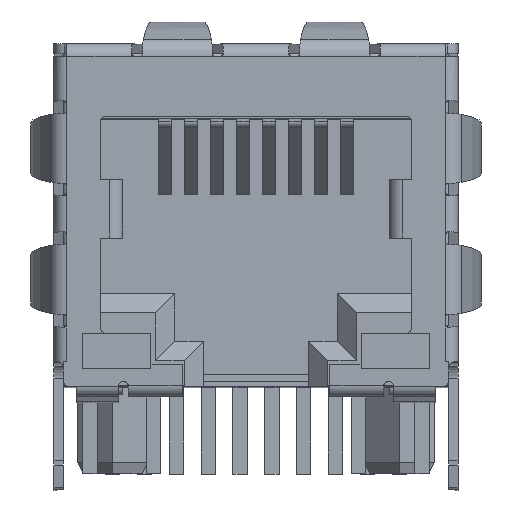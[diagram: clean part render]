
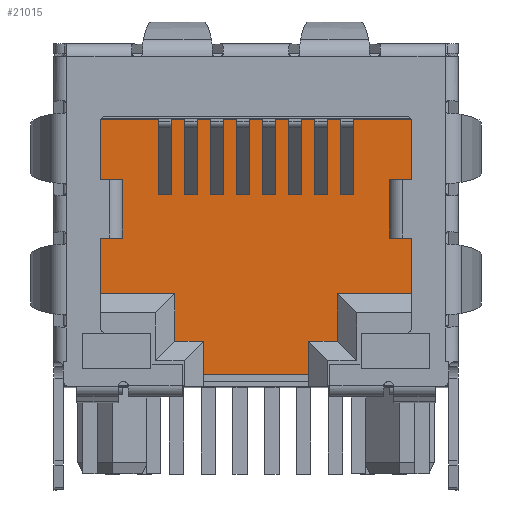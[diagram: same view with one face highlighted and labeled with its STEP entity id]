
A CAD part, top view. The second image highlights one B-rep face of the part: STEP entity #21015.
In plain terms, the highlighted planar face has unit normal (0, 0, 1).
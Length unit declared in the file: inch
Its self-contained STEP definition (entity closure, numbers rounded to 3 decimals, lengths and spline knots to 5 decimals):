
#242 = VECTOR ( 'NONE', #17190, 39.37008 ) ;
#253 = VERTEX_POINT ( 'NONE', #9109 ) ;
#730 = ORIENTED_EDGE ( 'NONE', *, *, #13884, .T. ) ;
#744 = ORIENTED_EDGE ( 'NONE', *, *, #13033, .T. ) ;
#809 = LINE ( 'NONE', #9222, #17513 ) ;
#1343 = LINE ( 'NONE', #20223, #242 ) ;
#1437 = LINE ( 'NONE', #20093, #4445 ) ;
#1792 = DIRECTION ( 'NONE',  ( 1., 0., 0. ) ) ;
#1817 = VERTEX_POINT ( 'NONE', #4501 ) ;
#1891 = CARTESIAN_POINT ( 'NONE',  ( 0.128, 0.0825, -0.09 ) ) ;
#2002 = DIRECTION ( 'NONE',  ( -1., 0., 0. ) ) ;
#2176 = DIRECTION ( 'NONE',  ( 0., 1., 0. ) ) ;
#2309 = CARTESIAN_POINT ( 'NONE',  ( -0.128, 0.0825, -0.09 ) ) ;
#2417 = CARTESIAN_POINT ( 'NONE',  ( -0.128, 0.1575, -0.09 ) ) ;
#2429 = DIRECTION ( 'NONE',  ( -1., 0., 0. ) ) ;
#2750 = CARTESIAN_POINT ( 'NONE',  ( -0.128, 0.1575, -0.09 ) ) ;
#3053 = AXIS2_PLACEMENT_3D ( 'NONE', #12124, #3590, #10429 ) ;
#3220 = ORIENTED_EDGE ( 'NONE', *, *, #7836, .T. ) ;
#3590 = DIRECTION ( 'NONE',  ( 0., 0., -1. ) ) ;
#4345 = EDGE_CURVE ( 'NONE', #7565, #18827, #13208, .T. ) ;
#4437 = VECTOR ( 'NONE', #13085, 39.37008 ) ;
#4445 = VECTOR ( 'NONE', #9826, 39.37008 ) ;
#4494 = VERTEX_POINT ( 'NONE', #8888 ) ;
#4501 = CARTESIAN_POINT ( 'NONE',  ( 0.245, 0.4325, -0.09 ) ) ;
#4607 = VECTOR ( 'NONE', #2002, 39.37008 ) ;
#5150 = CARTESIAN_POINT ( 'NONE',  ( 0.0825, 0.0305, -0.09 ) ) ;
#5273 = PLANE ( 'NONE',  #3053 ) ;
#5350 = VERTEX_POINT ( 'NONE', #17581 ) ;
#5541 = CARTESIAN_POINT ( 'NONE',  ( 0.245, 0.4325, -0.09 ) ) ;
#6078 = VECTOR ( 'NONE', #14172, 39.37008 ) ;
#6289 = VERTEX_POINT ( 'NONE', #10050 ) ;
#6610 = DIRECTION ( 'NONE',  ( 0., 1., 0. ) ) ;
#6703 = EDGE_CURVE ( 'NONE', #19391, #16755, #6870, .T. ) ;
#6870 = LINE ( 'NONE', #12363, #15736 ) ;
#7073 = ORIENTED_EDGE ( 'NONE', *, *, #17335, .T. ) ;
#7565 = VERTEX_POINT ( 'NONE', #2309 ) ;
#7635 = DIRECTION ( 'NONE',  ( 1., 0., 0. ) ) ;
#7669 = EDGE_CURVE ( 'NONE', #20362, #11872, #14678, .T. ) ;
#7728 = ORIENTED_EDGE ( 'NONE', *, *, #13019, .F. ) ;
#7836 = EDGE_CURVE ( 'NONE', #4494, #19391, #809, .T. ) ;
#8704 = CARTESIAN_POINT ( 'NONE',  ( 0.245, 0.1575, -0.09 ) ) ;
#8885 = CARTESIAN_POINT ( 'NONE',  ( 0.128, 0.1575, -0.09 ) ) ;
#8888 = CARTESIAN_POINT ( 'NONE',  ( -0.0825, 0.0305, -0.09 ) ) ;
#9109 = CARTESIAN_POINT ( 'NONE',  ( -0.245, 0.4325, -0.09 ) ) ;
#9222 = CARTESIAN_POINT ( 'NONE',  ( 0.0825, 0.0305, -0.09 ) ) ;
#9494 = ORIENTED_EDGE ( 'NONE', *, *, #16777, .T. ) ;
#9826 = DIRECTION ( 'NONE',  ( 0., 1., 0. ) ) ;
#10050 = CARTESIAN_POINT ( 'NONE',  ( 0.128, 0.0825, -0.09 ) ) ;
#10429 = DIRECTION ( 'NONE',  ( -1., 0., 0. ) ) ;
#10438 = EDGE_CURVE ( 'NONE', #20591, #253, #10725, .T. ) ;
#10715 = ORIENTED_EDGE ( 'NONE', *, *, #6703, .T. ) ;
#10725 = LINE ( 'NONE', #18747, #21770 ) ;
#11026 = CARTESIAN_POINT ( 'NONE',  ( 0.128, 0.1575, -0.09 ) ) ;
#11078 = ORIENTED_EDGE ( 'NONE', *, *, #10438, .F. ) ;
#11872 = VERTEX_POINT ( 'NONE', #8704 ) ;
#11951 = ORIENTED_EDGE ( 'NONE', *, *, #21150, .F. ) ;
#12124 = CARTESIAN_POINT ( 'NONE',  ( 0., 0., -0.09 ) ) ;
#12363 = CARTESIAN_POINT ( 'NONE',  ( 0.0825, 0.0825, -0.09 ) ) ;
#12798 = VECTOR ( 'NONE', #2176, 39.37008 ) ;
#13019 = EDGE_CURVE ( 'NONE', #5350, #7565, #17404, .T. ) ;
#13033 = EDGE_CURVE ( 'NONE', #16755, #6289, #13690, .T. ) ;
#13085 = DIRECTION ( 'NONE',  ( 0., 1., 0. ) ) ;
#13208 = LINE ( 'NONE', #2750, #4437 ) ;
#13690 = LINE ( 'NONE', #1891, #22218 ) ;
#13884 = EDGE_CURVE ( 'NONE', #6289, #20362, #13961, .T. ) ;
#13937 = VECTOR ( 'NONE', #19838, 39.37008 ) ;
#13961 = LINE ( 'NONE', #8885, #6078 ) ;
#14065 = CARTESIAN_POINT ( 'NONE',  ( -0.245, 0.1575, -0.09 ) ) ;
#14068 = DIRECTION ( 'NONE',  ( 0., 1., 0. ) ) ;
#14172 = DIRECTION ( 'NONE',  ( 0., 1., 0. ) ) ;
#14678 = LINE ( 'NONE', #21540, #13937 ) ;
#15176 = ORIENTED_EDGE ( 'NONE', *, *, #4345, .F. ) ;
#15286 = ORIENTED_EDGE ( 'NONE', *, *, #15653, .F. ) ;
#15653 = EDGE_CURVE ( 'NONE', #4494, #5350, #1437, .T. ) ;
#15736 = VECTOR ( 'NONE', #14068, 39.37008 ) ;
#16581 = LINE ( 'NONE', #21755, #18870 ) ;
#16755 = VERTEX_POINT ( 'NONE', #18413 ) ;
#16777 = EDGE_CURVE ( 'NONE', #1817, #253, #1343, .T. ) ;
#17190 = DIRECTION ( 'NONE',  ( -1., 0., 0. ) ) ;
#17193 = CARTESIAN_POINT ( 'NONE',  ( -0.128, 0.0825, -0.09 ) ) ;
#17335 = EDGE_CURVE ( 'NONE', #11872, #1817, #20952, .T. ) ;
#17404 = LINE ( 'NONE', #17193, #4607 ) ;
#17513 = VECTOR ( 'NONE', #7635, 39.37008 ) ;
#17581 = CARTESIAN_POINT ( 'NONE',  ( -0.0825, 0.0825, -0.09 ) ) ;
#18413 = CARTESIAN_POINT ( 'NONE',  ( 0.0825, 0.0825, -0.09 ) ) ;
#18747 = CARTESIAN_POINT ( 'NONE',  ( -0.245, 0.4325, -0.09 ) ) ;
#18827 = VERTEX_POINT ( 'NONE', #2417 ) ;
#18870 = VECTOR ( 'NONE', #2429, 39.37008 ) ;
#19391 = VERTEX_POINT ( 'NONE', #5150 ) ;
#19612 = EDGE_LOOP ( 'NONE', ( #9494, #11078, #11951, #15176, #7728, #15286, #3220, #10715, #744, #730, #21025, #7073 ) ) ;
#19838 = DIRECTION ( 'NONE',  ( 1., 0., 0. ) ) ;
#20093 = CARTESIAN_POINT ( 'NONE',  ( -0.0825, 0.0825, -0.09 ) ) ;
#20223 = CARTESIAN_POINT ( 'NONE',  ( 0., 0.4325, -0.09 ) ) ;
#20362 = VERTEX_POINT ( 'NONE', #11026 ) ;
#20474 = FACE_OUTER_BOUND ( 'NONE', #19612, .T. ) ;
#20591 = VERTEX_POINT ( 'NONE', #14065 ) ;
#20952 = LINE ( 'NONE', #5541, #12798 ) ;
#21015 = ADVANCED_FACE ( 'NONE', ( #20474 ), #5273, .F. ) ;
#21025 = ORIENTED_EDGE ( 'NONE', *, *, #7669, .T. ) ;
#21150 = EDGE_CURVE ( 'NONE', #18827, #20591, #16581, .T. ) ;
#21540 = CARTESIAN_POINT ( 'NONE',  ( 0.245, 0.1575, -0.09 ) ) ;
#21755 = CARTESIAN_POINT ( 'NONE',  ( -0.245, 0.1575, -0.09 ) ) ;
#21770 = VECTOR ( 'NONE', #6610, 39.37008 ) ;
#22218 = VECTOR ( 'NONE', #1792, 39.37008 ) ;
